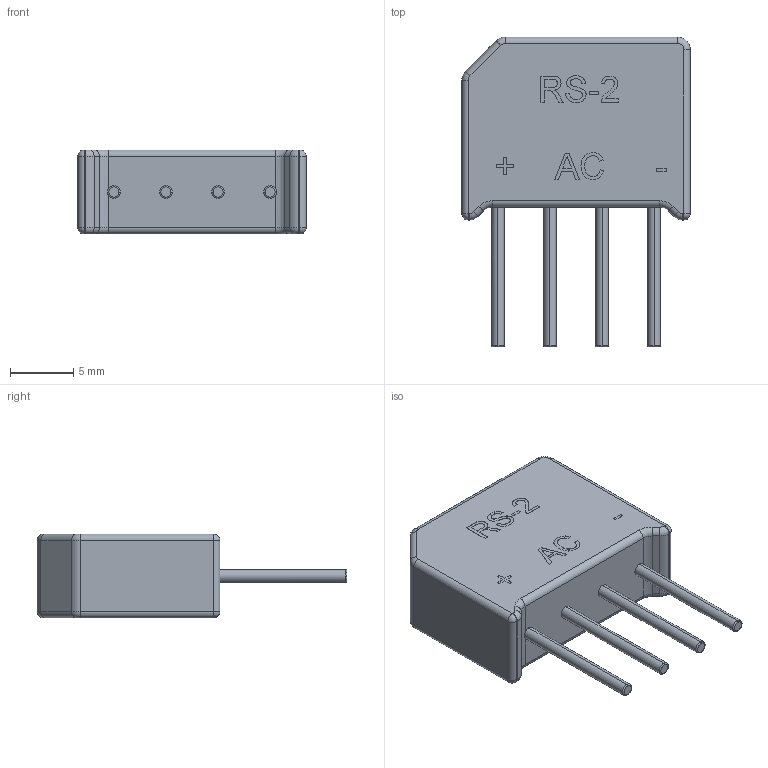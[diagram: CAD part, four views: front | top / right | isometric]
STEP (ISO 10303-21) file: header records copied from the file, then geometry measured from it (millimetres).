
FILE_DESCRIPTION (( 'STEP AP214' ), '1' );
FILE_NAME ('RS-2.STEP', '2015-12-13T19:29:00', ( 'user' ), ( 'MICROSOFT' ), 'SwSTEP 2.0', 'SolidWorks 2015', '' );
FILE_SCHEMA (( 'AUTOMOTIVE_DESIGN' ));
Length unit declared in the file: millimetre
Products named in the file (1): RS-2
Bounding box: 18 x 24.4 x 6.6 mm (x, y, z)
Volume: 1607.3 mm3; surface area: 1004.9 mm2
Topology: 1 solids, 1 shells, 377 faces, 988 edges, 640 vertices
Faces by surface type: plane 182, bspline 134, cylinder 35, torus 22, sphere 4
Entity records: 21523 total; most frequent: CARTESIAN_POINT 8930, ORIENTED_EDGE 1968, DIRECTION 1304, EDGE_CURVE 984, VERTEX_POINT 640, VECTOR 612, LINE 612, EDGE_LOOP 408
